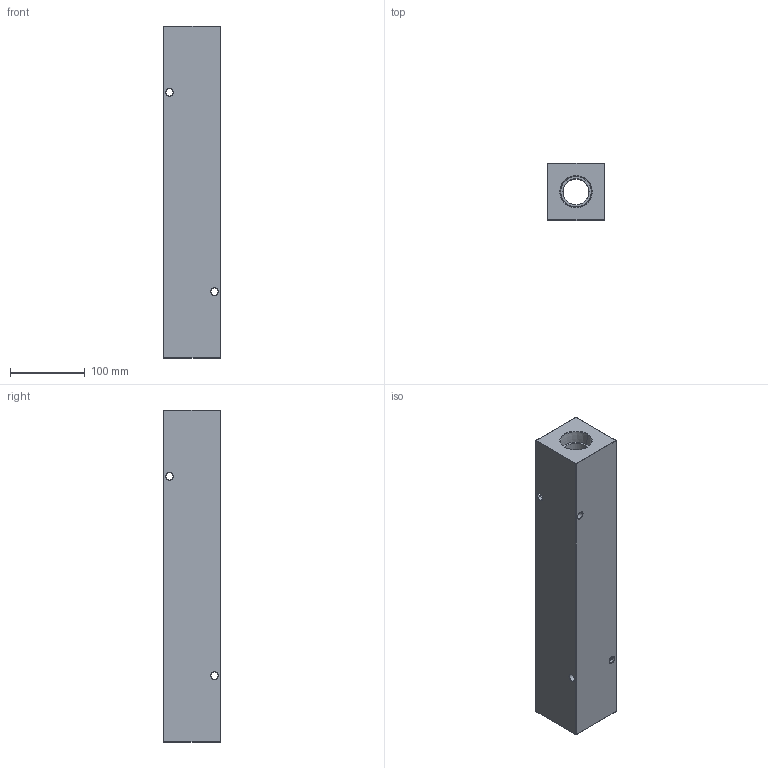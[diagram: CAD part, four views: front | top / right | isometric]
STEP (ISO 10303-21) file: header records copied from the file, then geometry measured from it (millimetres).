
FILE_DESCRIPTION (( 'STEP AP214' ), '1' );
FILE_NAME ('HM-5-0-P-20-16.STEP', '2020-02-28T20:53:30', ( '' ), ( '' ), 'SwSTEP 2.0', 'SolidWorks 2019', '' );
FILE_SCHEMA (( 'AUTOMOTIVE_DESIGN' ));
Length unit declared in the file: inch
Products named in the file (1): HM-5-0-P-20-16
Bounding box: 76.2 x 76.2 x 444.5 mm (x, y, z)
Volume: 2029148.3 mm3; surface area: 207062.1 mm2
Topology: 1 solids, 1 shells, 500 faces, 1300 edges, 846 vertices
Faces by surface type: plane 247, bspline 191, cone 34, cylinder 28
Entity records: 31504 total; most frequent: CARTESIAN_POINT 14258, ORIENTED_EDGE 2600, DIRECTION 1594, EDGE_CURVE 1300, VERTEX_POINT 846, LINE 810, VECTOR 810, EDGE_LOOP 568
